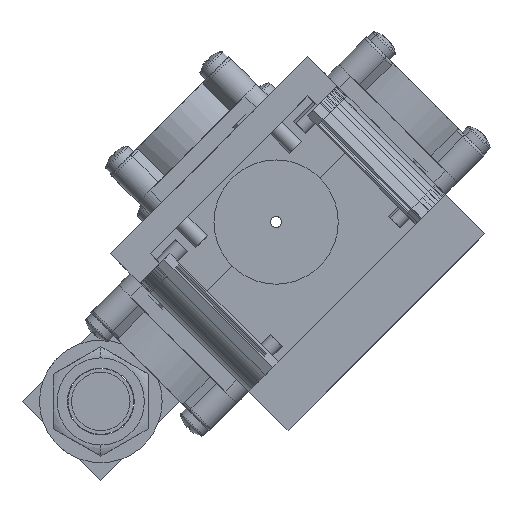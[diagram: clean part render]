
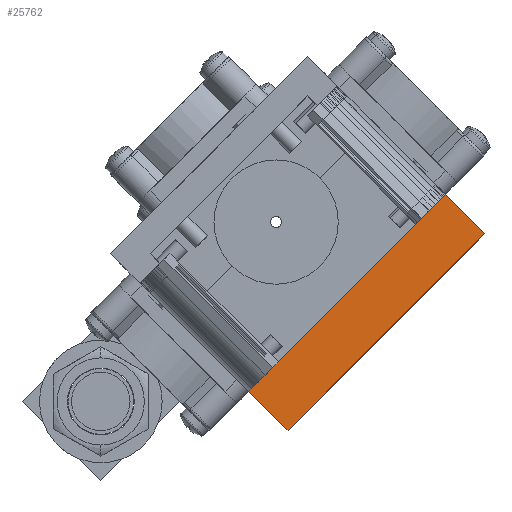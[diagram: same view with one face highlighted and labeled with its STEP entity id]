
A CAD part, front view. The second image highlights one B-rep face of the part: STEP entity #25762.
In plain terms, the highlighted planar face has unit normal (0, -1, 0).
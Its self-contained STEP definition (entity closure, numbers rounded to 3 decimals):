
#196 = AXIS2_PLACEMENT_3D ( 'NONE', #34856, #330, #34263 ) ;
#330 = DIRECTION ( 'NONE',  ( 0., 1., 0. ) ) ;
#894 = EDGE_CURVE ( 'NONE', #5406, #31609, #14331, .T. ) ;
#1620 = DIRECTION ( 'NONE',  ( 0.707, 0., 0.707 ) ) ;
#1815 = DIRECTION ( 'NONE',  ( 0.707, 0., 0.707 ) ) ;
#1890 = VECTOR ( 'NONE', #1620, 1000. ) ;
#3582 = FACE_OUTER_BOUND ( 'NONE', #34099, .T. ) ;
#4743 = ORIENTED_EDGE ( 'NONE', *, *, #21022, .F. ) ;
#5406 = VERTEX_POINT ( 'NONE', #6716 ) ;
#6716 = CARTESIAN_POINT ( 'NONE',  ( 16.841, -0.62, -2.992 ) ) ;
#7087 = CARTESIAN_POINT ( 'NONE',  ( 45.107, -0.62, 39.447 ) ) ;
#8665 = ORIENTED_EDGE ( 'NONE', *, *, #32603, .T. ) ;
#9638 = VERTEX_POINT ( 'NONE', #37357 ) ;
#10194 = VECTOR ( 'NONE', #34124, 1000. ) ;
#14331 = LINE ( 'NONE', #29470, #27931 ) ;
#18340 = ORIENTED_EDGE ( 'NONE', *, *, #894, .T. ) ;
#21022 = EDGE_CURVE ( 'NONE', #33069, #31609, #37945, .T. ) ;
#21571 = VECTOR ( 'NONE', #23411, 1000. ) ;
#21808 = CARTESIAN_POINT ( 'NONE',  ( 9.767, -0.62, 4.076 ) ) ;
#23411 = DIRECTION ( 'NONE',  ( 0.707, 0., -0.707 ) ) ;
#23430 = LINE ( 'NONE', #35932, #1890 ) ;
#23956 = ORIENTED_EDGE ( 'NONE', *, *, #38137, .F. ) ;
#25375 = PLANE ( 'NONE',  #196 ) ;
#25762 = ADVANCED_FACE ( 'NONE', ( #3582 ), #25375, .F. ) ;
#27931 = VECTOR ( 'NONE', #1815, 1000. ) ;
#29470 = CARTESIAN_POINT ( 'NONE',  ( 16.841, -0.62, -2.992 ) ) ;
#31609 = VERTEX_POINT ( 'NONE', #37218 ) ;
#32603 = EDGE_CURVE ( 'NONE', #9638, #5406, #37133, .T. ) ;
#33069 = VERTEX_POINT ( 'NONE', #34874 ) ;
#34099 = EDGE_LOOP ( 'NONE', ( #18340, #4743, #23956, #8665 ) ) ;
#34124 = DIRECTION ( 'NONE',  ( 0.707, 0., -0.707 ) ) ;
#34263 = DIRECTION ( 'NONE',  ( -0.707, 0., 0.707 ) ) ;
#34856 = CARTESIAN_POINT ( 'NONE',  ( 9.767, -0.62, 4.076 ) ) ;
#34874 = CARTESIAN_POINT ( 'NONE',  ( 45.107, -0.62, 39.447 ) ) ;
#35932 = CARTESIAN_POINT ( 'NONE',  ( 9.767, -0.62, 4.076 ) ) ;
#37133 = LINE ( 'NONE', #21808, #21571 ) ;
#37218 = CARTESIAN_POINT ( 'NONE',  ( 52.181, -0.62, 32.379 ) ) ;
#37357 = CARTESIAN_POINT ( 'NONE',  ( 9.767, -0.62, 4.076 ) ) ;
#37945 = LINE ( 'NONE', #7087, #10194 ) ;
#38137 = EDGE_CURVE ( 'NONE', #9638, #33069, #23430, .T. ) ;
